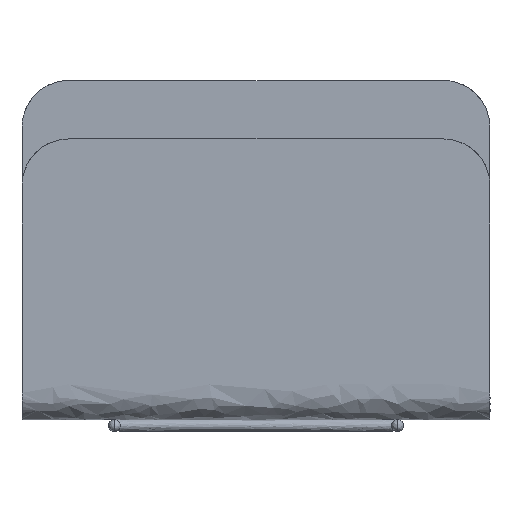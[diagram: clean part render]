
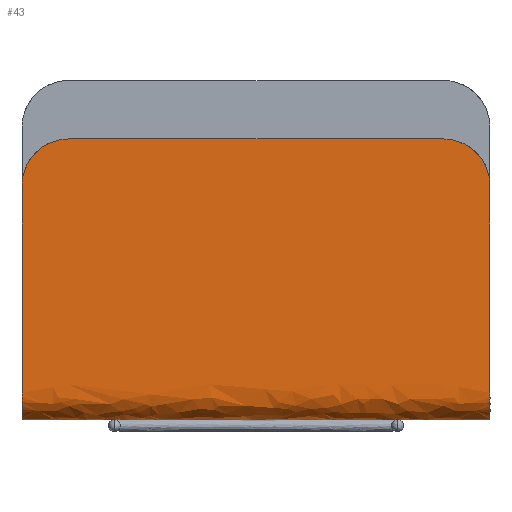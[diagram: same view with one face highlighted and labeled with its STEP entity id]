
A CAD part, front view. The second image highlights one B-rep face of the part: STEP entity #43.
In plain terms, the highlighted free-form (B-spline) face has degree [2, 1] with [11, 2] control points.
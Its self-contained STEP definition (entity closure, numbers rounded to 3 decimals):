
#43=ADVANCED_FACE($,(#119,#95,#96),#865,.T.);
#95=FACE_BOUND($,#193,.T.);
#96=FACE_BOUND($,#194,.T.);
#119=FACE_OUTER_BOUND($,#192,.T.);
#192=EDGE_LOOP($,(#336,#337,#338,#339,#340,#341,#342,#343));
#193=EDGE_LOOP($,(#344,#345));
#194=EDGE_LOOP($,(#346,#347));
#336=ORIENTED_EDGE($,*,*,#620,.T.);
#337=ORIENTED_EDGE($,*,*,#630,.T.);
#338=ORIENTED_EDGE($,*,*,#622,.F.);
#339=ORIENTED_EDGE($,*,*,#627,.T.);
#340=ORIENTED_EDGE($,*,*,#618,.F.);
#341=ORIENTED_EDGE($,*,*,#628,.T.);
#342=ORIENTED_EDGE($,*,*,#623,.T.);
#343=ORIENTED_EDGE($,*,*,#631,.T.);
#344=ORIENTED_EDGE($,*,*,#641,.T.);
#345=ORIENTED_EDGE($,*,*,#648,.T.);
#346=ORIENTED_EDGE($,*,*,#644,.T.);
#347=ORIENTED_EDGE($,*,*,#651,.T.);
#618=EDGE_CURVE($,#776,#775,#1019,.T.);
#620=EDGE_CURVE($,#780,#779,#1021,.T.);
#622=EDGE_CURVE($,#784,#783,#941,.T.);
#623=EDGE_CURVE($,#786,#785,#942,.T.);
#627=EDGE_CURVE($,#784,#775,#1025,.T.);
#628=EDGE_CURVE($,#776,#786,#1026,.T.);
#630=EDGE_CURVE($,#779,#783,#1028,.T.);
#631=EDGE_CURVE($,#785,#780,#1029,.T.);
#641=EDGE_CURVE($,#788,#791,#1039,.T.);
#644=EDGE_CURVE($,#790,#793,#1041,.T.);
#648=EDGE_CURVE($,#791,#788,#1043,.T.);
#651=EDGE_CURVE($,#793,#790,#1045,.T.);
#775=VERTEX_POINT($,#2395);
#776=VERTEX_POINT($,#2396);
#779=VERTEX_POINT($,#2399);
#780=VERTEX_POINT($,#2400);
#783=VERTEX_POINT($,#2403);
#784=VERTEX_POINT($,#2404);
#785=VERTEX_POINT($,#2405);
#786=VERTEX_POINT($,#2406);
#788=VERTEX_POINT($,#2408);
#790=VERTEX_POINT($,#2410);
#791=VERTEX_POINT($,#2411);
#793=VERTEX_POINT($,#2413);
#865=(
BOUNDED_SURFACE()
B_SPLINE_SURFACE(2,1,((#2279,#2280),(#2281,#2282),(#2283,#2284),(#2285,#2286),
(#2287,#2288),(#2289,#2290),(#2291,#2292),(#2293,#2294),(#2295,#2296),(#2297,
#2298),(#2299,#2300)),.UNSPECIFIED.,.F.,.F.,.F.)
B_SPLINE_SURFACE_WITH_KNOTS((3,2,2,2,2,3),(2,2),(-638.257,-421.257,
-385.128,-311.128,-275.,-8.),(0.,400.),.UNSPECIFIED.)
GEOMETRIC_REPRESENTATION_ITEM()
RATIONAL_B_SPLINE_SURFACE(((1.,1.),(1.,1.),(1.,1.),(0.707,0.707),
(1.,1.),(1.,1.),(1.,1.),(0.707,0.707),(1.,1.),(1.,
1.),(1.,1.)))
REPRESENTATION_ITEM($)
SURFACE()
);
#941=B_SPLINE_CURVE_WITH_KNOTS($,1,(#2147,#2148),.UNSPECIFIED.,.F.,.F.,(2,
2),(40.,360.),.UNSPECIFIED.);
#942=B_SPLINE_CURVE_WITH_KNOTS($,1,(#2149,#2150),.UNSPECIFIED.,.F.,.F.,(2,
2),(40.,360.),.UNSPECIFIED.);
#1019=(
BOUNDED_CURVE()
B_SPLINE_CURVE(2,(#2112,#2113,#2114,#2115,#2116,#2117,#2118,#2119,#2120,
#2121,#2122),.UNSPECIFIED.,.F.,.F.)
B_SPLINE_CURVE_WITH_KNOTS((3,2,2,2,2,3),(48.,275.,311.128,385.128,
421.257,598.257),.UNSPECIFIED.)
CURVE()
GEOMETRIC_REPRESENTATION_ITEM()
RATIONAL_B_SPLINE_CURVE((1.,1.,1.,0.707,1.,1.,1.,0.707,
1.,1.,1.))
REPRESENTATION_ITEM($)
);
#1021=(
BOUNDED_CURVE()
B_SPLINE_CURVE(2,(#2134,#2135,#2136,#2137,#2138,#2139,#2140,#2141,#2142,
#2143,#2144),.UNSPECIFIED.,.F.,.F.)
B_SPLINE_CURVE_WITH_KNOTS((3,2,2,2,2,3),(48.,275.,311.128,385.128,
421.257,598.257),.UNSPECIFIED.)
CURVE()
GEOMETRIC_REPRESENTATION_ITEM()
RATIONAL_B_SPLINE_CURVE((1.,1.,1.,0.707,1.,1.,1.,0.707,
1.,1.,1.))
REPRESENTATION_ITEM($)
);
#1025=(
BOUNDED_CURVE()
B_SPLINE_CURVE(2,(#2160,#2161,#2162),.UNSPECIFIED.,.F.,.F.)
B_SPLINE_CURVE_WITH_KNOTS((3,3),(-1.,0.),.UNSPECIFIED.)
CURVE()
GEOMETRIC_REPRESENTATION_ITEM()
RATIONAL_B_SPLINE_CURVE((1.,0.707,1.))
REPRESENTATION_ITEM($)
);
#1026=(
BOUNDED_CURVE()
B_SPLINE_CURVE(2,(#2163,#2164,#2165),.UNSPECIFIED.,.F.,.F.)
B_SPLINE_CURVE_WITH_KNOTS((3,3),(0.,1.),.UNSPECIFIED.)
CURVE()
GEOMETRIC_REPRESENTATION_ITEM()
RATIONAL_B_SPLINE_CURVE((1.,0.707,1.))
REPRESENTATION_ITEM($)
);
#1028=(
BOUNDED_CURVE()
B_SPLINE_CURVE(2,(#2169,#2170,#2171),.UNSPECIFIED.,.F.,.F.)
B_SPLINE_CURVE_WITH_KNOTS((3,3),(-1.,0.),.UNSPECIFIED.)
CURVE()
GEOMETRIC_REPRESENTATION_ITEM()
RATIONAL_B_SPLINE_CURVE((1.,0.707,1.))
REPRESENTATION_ITEM($)
);
#1029=(
BOUNDED_CURVE()
B_SPLINE_CURVE(2,(#2172,#2173,#2174),.UNSPECIFIED.,.F.,.F.)
B_SPLINE_CURVE_WITH_KNOTS((3,3),(0.,1.),.UNSPECIFIED.)
CURVE()
GEOMETRIC_REPRESENTATION_ITEM()
RATIONAL_B_SPLINE_CURVE((1.,0.707,1.))
REPRESENTATION_ITEM($)
);
#1039=(
BOUNDED_CURVE()
B_SPLINE_CURVE(2,(#2212,#2213,#2214,#2215,#2216),.UNSPECIFIED.,.F.,.F.)
B_SPLINE_CURVE_WITH_KNOTS((3,2,3),(-12.563,-9.422,-6.281),
.UNSPECIFIED.)
CURVE()
GEOMETRIC_REPRESENTATION_ITEM()
RATIONAL_B_SPLINE_CURVE((1.,0.707,1.,0.707,1.))
REPRESENTATION_ITEM($)
);
#1041=(
BOUNDED_CURVE()
B_SPLINE_CURVE(2,(#2224,#2225,#2226,#2227,#2228),.UNSPECIFIED.,.F.,.F.)
B_SPLINE_CURVE_WITH_KNOTS((3,2,3),(-12.563,-9.422,-6.281),
.UNSPECIFIED.)
CURVE()
GEOMETRIC_REPRESENTATION_ITEM()
RATIONAL_B_SPLINE_CURVE((1.,0.707,1.,0.707,1.))
REPRESENTATION_ITEM($)
);
#1043=(
BOUNDED_CURVE()
B_SPLINE_CURVE(2,(#2238,#2239,#2240,#2241,#2242),.UNSPECIFIED.,.F.,.F.)
B_SPLINE_CURVE_WITH_KNOTS((3,2,3),(-6.281,-3.141,0.),
.UNSPECIFIED.)
CURVE()
GEOMETRIC_REPRESENTATION_ITEM()
RATIONAL_B_SPLINE_CURVE((1.,0.707,1.,0.707,1.))
REPRESENTATION_ITEM($)
);
#1045=(
BOUNDED_CURVE()
B_SPLINE_CURVE(2,(#2250,#2251,#2252,#2253,#2254),.UNSPECIFIED.,.F.,.F.)
B_SPLINE_CURVE_WITH_KNOTS((3,2,3),(-6.281,-3.141,0.),
.UNSPECIFIED.)
CURVE()
GEOMETRIC_REPRESENTATION_ITEM()
RATIONAL_B_SPLINE_CURVE((1.,0.707,1.,0.707,1.))
REPRESENTATION_ITEM($)
);
#2112=CARTESIAN_POINT($,(0.,120.,260.));
#2113=CARTESIAN_POINT($,(0.,120.,146.5));
#2114=CARTESIAN_POINT($,(0.,120.,33.));
#2115=CARTESIAN_POINT($,(0.,120.,10.));
#2116=CARTESIAN_POINT($,(0.,97.,10.));
#2117=CARTESIAN_POINT($,(0.,60.,10.));
#2118=CARTESIAN_POINT($,(0.,23.,10.));
#2119=CARTESIAN_POINT($,(0.,0.,10.));
#2120=CARTESIAN_POINT($,(0.,0.,33.));
#2121=CARTESIAN_POINT($,(0.,0.,121.5));
#2122=CARTESIAN_POINT($,(0.,0.,210.));
#2134=CARTESIAN_POINT($,(400.,120.,260.));
#2135=CARTESIAN_POINT($,(400.,120.,146.5));
#2136=CARTESIAN_POINT($,(400.,120.,33.));
#2137=CARTESIAN_POINT($,(400.,120.,10.));
#2138=CARTESIAN_POINT($,(400.,97.,10.));
#2139=CARTESIAN_POINT($,(400.,60.,10.));
#2140=CARTESIAN_POINT($,(400.,23.,10.));
#2141=CARTESIAN_POINT($,(400.,0.,10.));
#2142=CARTESIAN_POINT($,(400.,0.,33.));
#2143=CARTESIAN_POINT($,(400.,0.,121.5));
#2144=CARTESIAN_POINT($,(400.,0.,210.));
#2147=CARTESIAN_POINT($,(40.,0.,250.));
#2148=CARTESIAN_POINT($,(360.,0.,250.));
#2149=CARTESIAN_POINT($,(40.,120.,300.));
#2150=CARTESIAN_POINT($,(360.,120.,300.));
#2160=CARTESIAN_POINT($,(40.,0.,250.));
#2161=CARTESIAN_POINT($,(0.,0.,250.));
#2162=CARTESIAN_POINT($,(0.,0.,210.));
#2163=CARTESIAN_POINT($,(0.,120.,260.));
#2164=CARTESIAN_POINT($,(0.,120.,300.));
#2165=CARTESIAN_POINT($,(40.,120.,300.));
#2169=CARTESIAN_POINT($,(400.,0.,210.));
#2170=CARTESIAN_POINT($,(400.,0.,250.));
#2171=CARTESIAN_POINT($,(360.,0.,250.));
#2172=CARTESIAN_POINT($,(360.,120.,300.));
#2173=CARTESIAN_POINT($,(400.,120.,300.));
#2174=CARTESIAN_POINT($,(400.,120.,260.));
#2212=CARTESIAN_POINT($,(323.001,60.001,10.));
#2213=CARTESIAN_POINT($,(323.001,62.001,10.));
#2214=CARTESIAN_POINT($,(321.001,62.001,10.));
#2215=CARTESIAN_POINT($,(319.001,62.001,10.));
#2216=CARTESIAN_POINT($,(319.001,60.001,10.));
#2224=CARTESIAN_POINT($,(80.999,60.001,10.));
#2225=CARTESIAN_POINT($,(80.999,62.001,10.));
#2226=CARTESIAN_POINT($,(78.999,62.001,10.));
#2227=CARTESIAN_POINT($,(76.999,62.001,10.));
#2228=CARTESIAN_POINT($,(76.999,60.001,10.));
#2238=CARTESIAN_POINT($,(319.001,60.001,10.));
#2239=CARTESIAN_POINT($,(319.001,58.001,10.));
#2240=CARTESIAN_POINT($,(321.001,58.001,10.));
#2241=CARTESIAN_POINT($,(323.001,58.001,10.));
#2242=CARTESIAN_POINT($,(323.001,60.001,10.));
#2250=CARTESIAN_POINT($,(76.999,60.001,10.));
#2251=CARTESIAN_POINT($,(76.999,58.001,10.));
#2252=CARTESIAN_POINT($,(78.999,58.001,10.));
#2253=CARTESIAN_POINT($,(80.999,58.001,10.));
#2254=CARTESIAN_POINT($,(80.999,60.001,10.));
#2279=CARTESIAN_POINT($,(0.,0.,250.));
#2280=CARTESIAN_POINT($,(400.,0.,250.));
#2281=CARTESIAN_POINT($,(0.,0.,141.5));
#2282=CARTESIAN_POINT($,(400.,0.,141.5));
#2283=CARTESIAN_POINT($,(0.,0.,33.));
#2284=CARTESIAN_POINT($,(400.,0.,33.));
#2285=CARTESIAN_POINT($,(0.,0.,10.));
#2286=CARTESIAN_POINT($,(400.,0.,10.));
#2287=CARTESIAN_POINT($,(0.,23.,10.));
#2288=CARTESIAN_POINT($,(400.,23.,10.));
#2289=CARTESIAN_POINT($,(0.,60.,10.));
#2290=CARTESIAN_POINT($,(400.,60.,10.));
#2291=CARTESIAN_POINT($,(0.,97.,10.));
#2292=CARTESIAN_POINT($,(400.,97.,10.));
#2293=CARTESIAN_POINT($,(0.,120.,10.));
#2294=CARTESIAN_POINT($,(400.,120.,10.));
#2295=CARTESIAN_POINT($,(0.,120.,33.));
#2296=CARTESIAN_POINT($,(400.,120.,33.));
#2297=CARTESIAN_POINT($,(0.,120.,166.5));
#2298=CARTESIAN_POINT($,(400.,120.,166.5));
#2299=CARTESIAN_POINT($,(0.,120.,300.));
#2300=CARTESIAN_POINT($,(400.,120.,300.));
#2395=CARTESIAN_POINT($,(0.,0.,210.));
#2396=CARTESIAN_POINT($,(0.,120.,260.));
#2399=CARTESIAN_POINT($,(400.,0.,210.));
#2400=CARTESIAN_POINT($,(400.,120.,260.));
#2403=CARTESIAN_POINT($,(360.,0.,250.));
#2404=CARTESIAN_POINT($,(40.,0.,250.));
#2405=CARTESIAN_POINT($,(360.,120.,300.));
#2406=CARTESIAN_POINT($,(40.,120.,300.));
#2408=CARTESIAN_POINT($,(323.001,60.001,10.));
#2410=CARTESIAN_POINT($,(80.999,60.001,10.));
#2411=CARTESIAN_POINT($,(319.001,60.001,10.));
#2413=CARTESIAN_POINT($,(76.999,60.001,10.));
